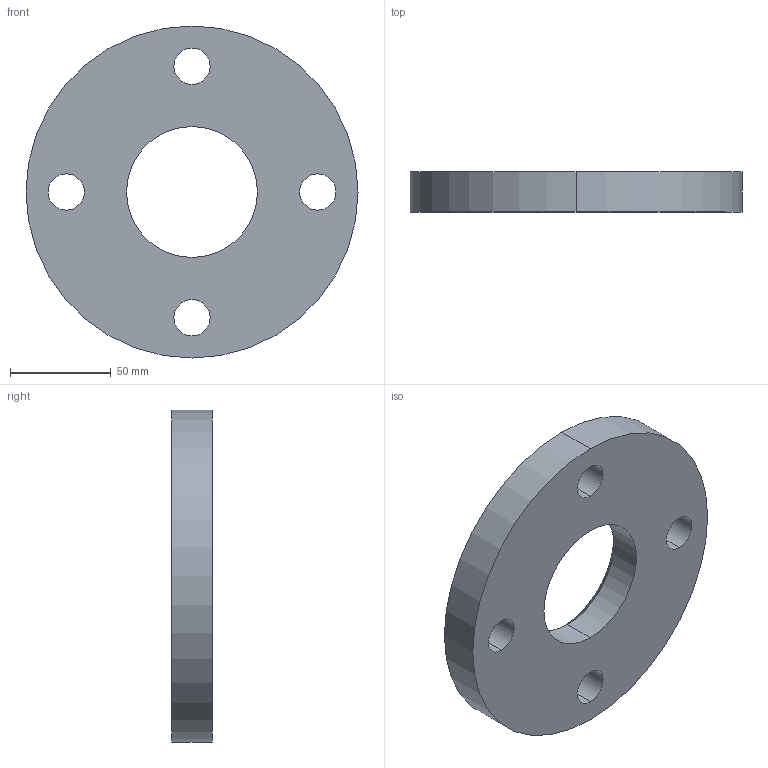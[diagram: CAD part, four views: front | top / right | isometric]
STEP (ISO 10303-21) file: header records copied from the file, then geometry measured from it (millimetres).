
FILE_DESCRIPTION (( 'STEP AP203' ), '1' );
FILE_NAME ('3D_R191_PN16_DN50_17673205.STEP', '2024-07-04T07:03:23', ( '' ), ( '' ), 'SwSTEP 2.0', 'SolidWorks 2024', '' );
FILE_SCHEMA (( 'CONFIG_CONTROL_DESIGN' ));
Length unit declared in the file: millimetre
Products named in the file (1): 3D_R191_PN16_DN50_17673205
Bounding box: 165 x 20 x 165 mm (x, y, z)
Volume: 339225 mm3; surface area: 52610.1 mm2
Topology: 1 solids, 1 shells, 16 faces, 40 edges, 26 vertices
Faces by surface type: cylinder 12, cone 2, plane 2
Entity records: 591 total; most frequent: DIRECTION 100, CARTESIAN_POINT 83, ORIENTED_EDGE 80, AXIS2_PLACEMENT_3D 43, EDGE_CURVE 40, VERTEX_POINT 26, CIRCLE 26, EDGE_LOOP 26
